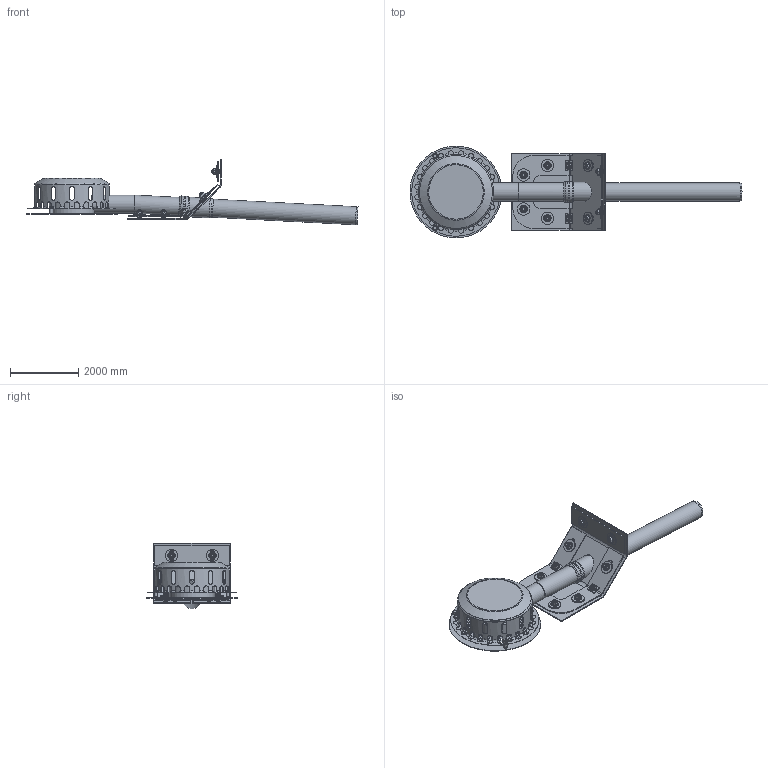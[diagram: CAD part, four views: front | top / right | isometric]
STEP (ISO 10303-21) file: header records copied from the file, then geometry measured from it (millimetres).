
FILE_DESCRIPTION(/* description */ (''),/* implementation_level */ '2;1');
FILE_NAME(/* name */ '01355.050X_3D.stp',/* time_stamp */ '2024-12-11T13:26:03+01:00',/* author */ ('CAD'),/* organization */ (''),/* preprocessor_version */ 'ST-DEVELOPER v20',/* originating_system */ 'AutoCAD Mechanical',/* authorisation */ '');
FILE_SCHEMA (('AUTOMOTIVE_DESIGN { 1 0 10303 214 3 1 1 }'));
Products named in the file (1): Product
Bounding box: 9751.72 x 2700 x 1924.02 mm (x, y, z)
Volume: 883896824.5 mm3; surface area: 96678529.4 mm2
Topology: 40 solids, 82 shells, 2272 faces, 6457 edges, 4250 vertices
Faces by surface type: plane 1720, cone 304, cylinder 170, torus 72, bspline 6
Full cylindrical faces by diameter (mm): 60 x2, 80 x2, 83.76 x10, 99.999 x10, 100 x2, 120 x8, 365 x8, 500 x1, 510 x2, 530 x4, 548 x1, 578 x2, 588 x1, 590 x1, 600 x1, 618 x1, 1290 x1, 1330 x2, 2180 x1, 2200 x1, 2700 x1
Entity records: 80503 total; most frequent: CARTESIAN_POINT 20180, ORIENTED_EDGE 12776, DIRECTION 11212, EDGE_CURVE 6457, LINE 5152, VECTOR 5152, VERTEX_POINT 4250, EDGE_LOOP 3079
